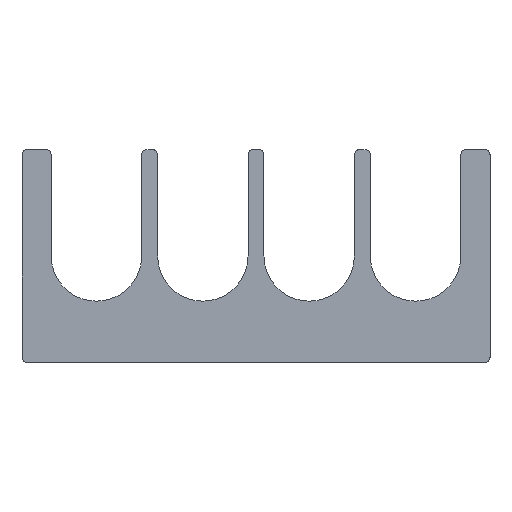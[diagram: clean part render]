
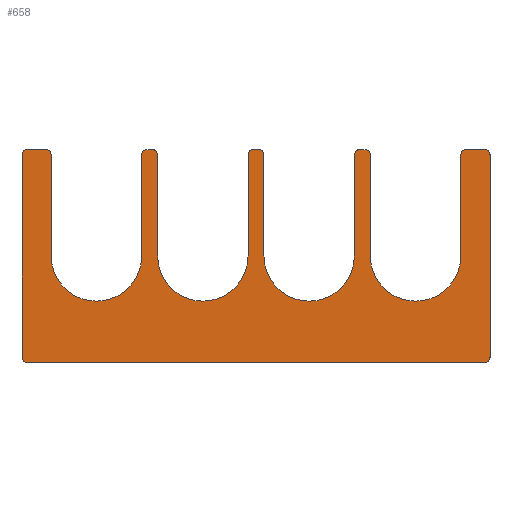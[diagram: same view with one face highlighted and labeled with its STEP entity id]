
A CAD part, top view. The second image highlights one B-rep face of the part: STEP entity #658.
In plain terms, the highlighted planar face has unit normal (0, 0, 1).
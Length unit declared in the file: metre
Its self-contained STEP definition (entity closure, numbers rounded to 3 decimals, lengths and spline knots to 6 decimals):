
#28=PLANE('',#737);
#34=LINE('',#952,#98);
#38=LINE('',#964,#102);
#42=LINE('',#976,#106);
#46=LINE('',#988,#110);
#50=LINE('',#1000,#114);
#54=LINE('',#1012,#118);
#58=LINE('',#1024,#122);
#62=LINE('',#1036,#126);
#66=LINE('',#1048,#130);
#70=LINE('',#1060,#134);
#74=LINE('',#1072,#138);
#78=LINE('',#1084,#142);
#82=LINE('',#1096,#146);
#86=LINE('',#1108,#150);
#90=LINE('',#1120,#154);
#93=LINE('',#1129,#157);
#98=VECTOR('',#753,1.);
#102=VECTOR('',#765,1.);
#106=VECTOR('',#777,1.);
#110=VECTOR('',#789,1.);
#114=VECTOR('',#801,1.);
#118=VECTOR('',#813,1.);
#122=VECTOR('',#825,1.);
#126=VECTOR('',#837,1.);
#130=VECTOR('',#849,1.);
#134=VECTOR('',#861,1.);
#138=VECTOR('',#873,1.);
#142=VECTOR('',#885,1.);
#146=VECTOR('',#897,1.);
#150=VECTOR('',#909,1.);
#154=VECTOR('',#921,1.);
#157=VECTOR('',#932,1.);
#286=ORIENTED_EDGE('',*,*,#352,.F.);
#287=ORIENTED_EDGE('',*,*,#356,.T.);
#288=ORIENTED_EDGE('',*,*,#359,.T.);
#289=ORIENTED_EDGE('',*,*,#362,.T.);
#290=ORIENTED_EDGE('',*,*,#365,.T.);
#291=ORIENTED_EDGE('',*,*,#368,.F.);
#292=ORIENTED_EDGE('',*,*,#371,.F.);
#293=ORIENTED_EDGE('',*,*,#374,.T.);
#294=ORIENTED_EDGE('',*,*,#377,.T.);
#295=ORIENTED_EDGE('',*,*,#380,.T.);
#296=ORIENTED_EDGE('',*,*,#383,.T.);
#297=ORIENTED_EDGE('',*,*,#386,.F.);
#298=ORIENTED_EDGE('',*,*,#389,.T.);
#299=ORIENTED_EDGE('',*,*,#392,.F.);
#300=ORIENTED_EDGE('',*,*,#395,.T.);
#301=ORIENTED_EDGE('',*,*,#398,.T.);
#302=ORIENTED_EDGE('',*,*,#401,.T.);
#303=ORIENTED_EDGE('',*,*,#404,.T.);
#304=ORIENTED_EDGE('',*,*,#407,.T.);
#305=ORIENTED_EDGE('',*,*,#410,.F.);
#306=ORIENTED_EDGE('',*,*,#413,.T.);
#307=ORIENTED_EDGE('',*,*,#416,.T.);
#308=ORIENTED_EDGE('',*,*,#419,.T.);
#309=ORIENTED_EDGE('',*,*,#422,.T.);
#310=ORIENTED_EDGE('',*,*,#425,.T.);
#311=ORIENTED_EDGE('',*,*,#428,.F.);
#312=ORIENTED_EDGE('',*,*,#431,.T.);
#313=ORIENTED_EDGE('',*,*,#434,.T.);
#314=ORIENTED_EDGE('',*,*,#437,.T.);
#315=ORIENTED_EDGE('',*,*,#440,.T.);
#316=ORIENTED_EDGE('',*,*,#443,.T.);
#317=ORIENTED_EDGE('',*,*,#445,.F.);
#352=EDGE_CURVE('',#448,#449,#511,.T.);
#356=EDGE_CURVE('',#448,#451,#34,.T.);
#359=EDGE_CURVE('',#451,#453,#513,.T.);
#362=EDGE_CURVE('',#453,#455,#38,.T.);
#365=EDGE_CURVE('',#455,#457,#515,.T.);
#368=EDGE_CURVE('',#459,#457,#42,.T.);
#371=EDGE_CURVE('',#461,#459,#517,.T.);
#374=EDGE_CURVE('',#461,#463,#46,.T.);
#377=EDGE_CURVE('',#463,#465,#519,.T.);
#380=EDGE_CURVE('',#465,#467,#50,.T.);
#383=EDGE_CURVE('',#467,#469,#521,.T.);
#386=EDGE_CURVE('',#471,#469,#54,.T.);
#389=EDGE_CURVE('',#471,#473,#523,.T.);
#392=EDGE_CURVE('',#475,#473,#58,.T.);
#395=EDGE_CURVE('',#475,#477,#525,.T.);
#398=EDGE_CURVE('',#477,#479,#62,.T.);
#401=EDGE_CURVE('',#479,#481,#527,.T.);
#404=EDGE_CURVE('',#481,#483,#66,.T.);
#407=EDGE_CURVE('',#483,#485,#529,.T.);
#410=EDGE_CURVE('',#487,#485,#70,.T.);
#413=EDGE_CURVE('',#487,#489,#531,.T.);
#416=EDGE_CURVE('',#489,#491,#74,.T.);
#419=EDGE_CURVE('',#491,#493,#533,.T.);
#422=EDGE_CURVE('',#493,#495,#78,.T.);
#425=EDGE_CURVE('',#495,#497,#535,.T.);
#428=EDGE_CURVE('',#499,#497,#82,.T.);
#431=EDGE_CURVE('',#499,#501,#537,.T.);
#434=EDGE_CURVE('',#501,#503,#86,.T.);
#437=EDGE_CURVE('',#503,#505,#539,.T.);
#440=EDGE_CURVE('',#505,#507,#90,.T.);
#443=EDGE_CURVE('',#507,#509,#541,.T.);
#445=EDGE_CURVE('',#449,#509,#93,.T.);
#448=VERTEX_POINT('',#943);
#449=VERTEX_POINT('',#945);
#451=VERTEX_POINT('',#951);
#453=VERTEX_POINT('',#957);
#455=VERTEX_POINT('',#963);
#457=VERTEX_POINT('',#969);
#459=VERTEX_POINT('',#975);
#461=VERTEX_POINT('',#981);
#463=VERTEX_POINT('',#987);
#465=VERTEX_POINT('',#993);
#467=VERTEX_POINT('',#999);
#469=VERTEX_POINT('',#1005);
#471=VERTEX_POINT('',#1011);
#473=VERTEX_POINT('',#1017);
#475=VERTEX_POINT('',#1023);
#477=VERTEX_POINT('',#1029);
#479=VERTEX_POINT('',#1035);
#481=VERTEX_POINT('',#1041);
#483=VERTEX_POINT('',#1047);
#485=VERTEX_POINT('',#1053);
#487=VERTEX_POINT('',#1059);
#489=VERTEX_POINT('',#1065);
#491=VERTEX_POINT('',#1071);
#493=VERTEX_POINT('',#1077);
#495=VERTEX_POINT('',#1083);
#497=VERTEX_POINT('',#1089);
#499=VERTEX_POINT('',#1095);
#501=VERTEX_POINT('',#1101);
#503=VERTEX_POINT('',#1107);
#505=VERTEX_POINT('',#1113);
#507=VERTEX_POINT('',#1119);
#509=VERTEX_POINT('',#1125);
#511=CIRCLE('',#675,0.00425);
#513=CIRCLE('',#679,0.0005);
#515=CIRCLE('',#683,0.0005);
#517=CIRCLE('',#687,0.00425);
#519=CIRCLE('',#691,0.0005);
#521=CIRCLE('',#695,0.0005);
#523=CIRCLE('',#699,0.0005);
#525=CIRCLE('',#703,0.0005);
#527=CIRCLE('',#707,0.0005);
#529=CIRCLE('',#711,0.0005);
#531=CIRCLE('',#715,0.00425);
#533=CIRCLE('',#719,0.0005);
#535=CIRCLE('',#723,0.0005);
#537=CIRCLE('',#727,0.00425);
#539=CIRCLE('',#731,0.0005);
#541=CIRCLE('',#735,0.0005);
#574=EDGE_LOOP('',(#286,#287,#288,#289,#290,#291,#292,#293,#294,#295,#296,
#297,#298,#299,#300,#301,#302,#303,#304,#305,#306,#307,#308,#309,#310,#311,
#312,#313,#314,#315,#316,#317));
#608=FACE_BOUND('',#574,.T.);
#658=ADVANCED_FACE('',(#608),#28,.T.);
#675=AXIS2_PLACEMENT_3D('',#944,#746,#747);
#679=AXIS2_PLACEMENT_3D('',#958,#759,#760);
#683=AXIS2_PLACEMENT_3D('',#970,#771,#772);
#687=AXIS2_PLACEMENT_3D('',#982,#783,#784);
#691=AXIS2_PLACEMENT_3D('',#994,#795,#796);
#695=AXIS2_PLACEMENT_3D('',#1006,#807,#808);
#699=AXIS2_PLACEMENT_3D('',#1018,#819,#820);
#703=AXIS2_PLACEMENT_3D('',#1030,#831,#832);
#707=AXIS2_PLACEMENT_3D('',#1042,#843,#844);
#711=AXIS2_PLACEMENT_3D('',#1054,#855,#856);
#715=AXIS2_PLACEMENT_3D('',#1066,#867,#868);
#719=AXIS2_PLACEMENT_3D('',#1078,#879,#880);
#723=AXIS2_PLACEMENT_3D('',#1090,#891,#892);
#727=AXIS2_PLACEMENT_3D('',#1102,#903,#904);
#731=AXIS2_PLACEMENT_3D('',#1114,#915,#916);
#735=AXIS2_PLACEMENT_3D('',#1126,#927,#928);
#737=AXIS2_PLACEMENT_3D('',#1130,#933,#934);
#746=DIRECTION('',(0.,0.,1.));
#747=DIRECTION('',(1.,0.,0.));
#753=DIRECTION('',(0.,1.,0.));
#759=DIRECTION('',(0.,0.,1.));
#760=DIRECTION('',(1.,0.,0.));
#765=DIRECTION('',(-1.,0.,0.));
#771=DIRECTION('',(0.,0.,1.));
#772=DIRECTION('',(1.,0.,0.));
#777=DIRECTION('',(0.,1.,0.));
#783=DIRECTION('',(0.,0.,1.));
#784=DIRECTION('',(1.,0.,0.));
#789=DIRECTION('',(0.,1.,0.));
#795=DIRECTION('',(0.,0.,1.));
#796=DIRECTION('',(1.,0.,0.));
#801=DIRECTION('',(-1.,0.,0.));
#807=DIRECTION('',(0.,0.,1.));
#808=DIRECTION('',(1.,0.,0.));
#813=DIRECTION('',(0.,1.,0.));
#819=DIRECTION('',(0.,0.,1.));
#820=DIRECTION('',(1.,0.,0.));
#825=DIRECTION('',(-1.,0.,0.));
#831=DIRECTION('',(0.,0.,1.));
#832=DIRECTION('',(1.,0.,0.));
#837=DIRECTION('',(0.,1.,0.));
#843=DIRECTION('',(0.,0.,1.));
#844=DIRECTION('',(1.,0.,0.));
#849=DIRECTION('',(-1.,0.,0.));
#855=DIRECTION('',(0.,0.,1.));
#856=DIRECTION('',(1.,0.,0.));
#861=DIRECTION('',(0.,1.,0.));
#867=DIRECTION('',(0.,0.,-1.));
#868=DIRECTION('',(1.,0.,0.));
#873=DIRECTION('',(0.,1.,0.));
#879=DIRECTION('',(0.,0.,1.));
#880=DIRECTION('',(1.,0.,0.));
#885=DIRECTION('',(-1.,0.,0.));
#891=DIRECTION('',(0.,0.,1.));
#892=DIRECTION('',(1.,0.,0.));
#897=DIRECTION('',(0.,1.,0.));
#903=DIRECTION('',(0.,0.,-1.));
#904=DIRECTION('',(1.,0.,0.));
#909=DIRECTION('',(0.,1.,0.));
#915=DIRECTION('',(0.,0.,1.));
#916=DIRECTION('',(1.,0.,0.));
#921=DIRECTION('',(-1.,0.,0.));
#927=DIRECTION('',(0.,0.,1.));
#928=DIRECTION('',(1.,0.,0.));
#932=DIRECTION('',(0.,1.,0.));
#933=DIRECTION('',(0.,0.,1.));
#934=DIRECTION('',(1.,0.,0.));
#943=CARTESIAN_POINT('',(-0.00925,0.,0.001));
#944=CARTESIAN_POINT('',(-0.005,0.,0.001));
#945=CARTESIAN_POINT('',(-0.00075,0.,0.001));
#951=CARTESIAN_POINT('',(-0.00925,0.0095,0.001));
#952=CARTESIAN_POINT('',(-0.00925,0.00475,0.001));
#957=CARTESIAN_POINT('',(-0.00975,0.01,0.001));
#958=CARTESIAN_POINT('',(-0.00975,0.0095,0.001));
#963=CARTESIAN_POINT('',(-0.01025,0.01,0.001));
#964=CARTESIAN_POINT('',(-0.01,0.01,0.001));
#969=CARTESIAN_POINT('',(-0.01075,0.0095,0.001));
#970=CARTESIAN_POINT('',(-0.01025,0.0095,0.001));
#975=CARTESIAN_POINT('',(-0.01075,0.,0.001));
#976=CARTESIAN_POINT('',(-0.01075,0.00475,0.001));
#981=CARTESIAN_POINT('',(-0.01925,0.,0.001));
#982=CARTESIAN_POINT('',(-0.015,0.,0.001));
#987=CARTESIAN_POINT('',(-0.01925,0.0095,0.001));
#988=CARTESIAN_POINT('',(-0.01925,0.00475,0.001));
#993=CARTESIAN_POINT('',(-0.01975,0.01,0.001));
#994=CARTESIAN_POINT('',(-0.01975,0.0095,0.001));
#999=CARTESIAN_POINT('',(-0.0215,0.01,0.001));
#1000=CARTESIAN_POINT('',(-0.020625,0.01,0.001));
#1005=CARTESIAN_POINT('',(-0.022,0.0095,0.001));
#1006=CARTESIAN_POINT('',(-0.0215,0.0095,0.001));
#1011=CARTESIAN_POINT('',(-0.022,-0.0095,0.001));
#1012=CARTESIAN_POINT('',(-0.022,0.,0.001));
#1017=CARTESIAN_POINT('',(-0.0215,-0.01,0.001));
#1018=CARTESIAN_POINT('',(-0.0215,-0.0095,0.001));
#1023=CARTESIAN_POINT('',(0.0215,-0.01,0.001));
#1024=CARTESIAN_POINT('',(0.,-0.01,0.001));
#1029=CARTESIAN_POINT('',(0.022,-0.0095,0.001));
#1030=CARTESIAN_POINT('',(0.0215,-0.0095,0.001));
#1035=CARTESIAN_POINT('',(0.022,0.0095,0.001));
#1036=CARTESIAN_POINT('',(0.022,0.,0.001));
#1041=CARTESIAN_POINT('',(0.0215,0.01,0.001));
#1042=CARTESIAN_POINT('',(0.0215,0.0095,0.001));
#1047=CARTESIAN_POINT('',(0.01975,0.01,0.001));
#1048=CARTESIAN_POINT('',(0.020625,0.01,0.001));
#1053=CARTESIAN_POINT('',(0.01925,0.0095,0.001));
#1054=CARTESIAN_POINT('',(0.01975,0.0095,0.001));
#1059=CARTESIAN_POINT('',(0.01925,0.,0.001));
#1060=CARTESIAN_POINT('',(0.01925,0.00475,0.001));
#1065=CARTESIAN_POINT('',(0.01075,0.,0.001));
#1066=CARTESIAN_POINT('',(0.015,0.,0.001));
#1071=CARTESIAN_POINT('',(0.01075,0.0095,0.001));
#1072=CARTESIAN_POINT('',(0.01075,0.00475,0.001));
#1077=CARTESIAN_POINT('',(0.01025,0.01,0.001));
#1078=CARTESIAN_POINT('',(0.01025,0.0095,0.001));
#1083=CARTESIAN_POINT('',(0.00975,0.01,0.001));
#1084=CARTESIAN_POINT('',(0.01,0.01,0.001));
#1089=CARTESIAN_POINT('',(0.00925,0.0095,0.001));
#1090=CARTESIAN_POINT('',(0.00975,0.0095,0.001));
#1095=CARTESIAN_POINT('',(0.00925,0.,0.001));
#1096=CARTESIAN_POINT('',(0.00925,0.00475,0.001));
#1101=CARTESIAN_POINT('',(0.00075,0.,0.001));
#1102=CARTESIAN_POINT('',(0.005,0.,0.001));
#1107=CARTESIAN_POINT('',(0.00075,0.0095,0.001));
#1108=CARTESIAN_POINT('',(0.00075,0.00475,0.001));
#1113=CARTESIAN_POINT('',(0.00025,0.01,0.001));
#1114=CARTESIAN_POINT('',(0.00025,0.0095,0.001));
#1119=CARTESIAN_POINT('',(-0.00025,0.01,0.001));
#1120=CARTESIAN_POINT('',(0.,0.01,0.001));
#1125=CARTESIAN_POINT('',(-0.00075,0.0095,0.001));
#1126=CARTESIAN_POINT('',(-0.00025,0.0095,0.001));
#1129=CARTESIAN_POINT('',(-0.00075,0.00475,0.001));
#1130=CARTESIAN_POINT('',(0.,0.,0.001));
